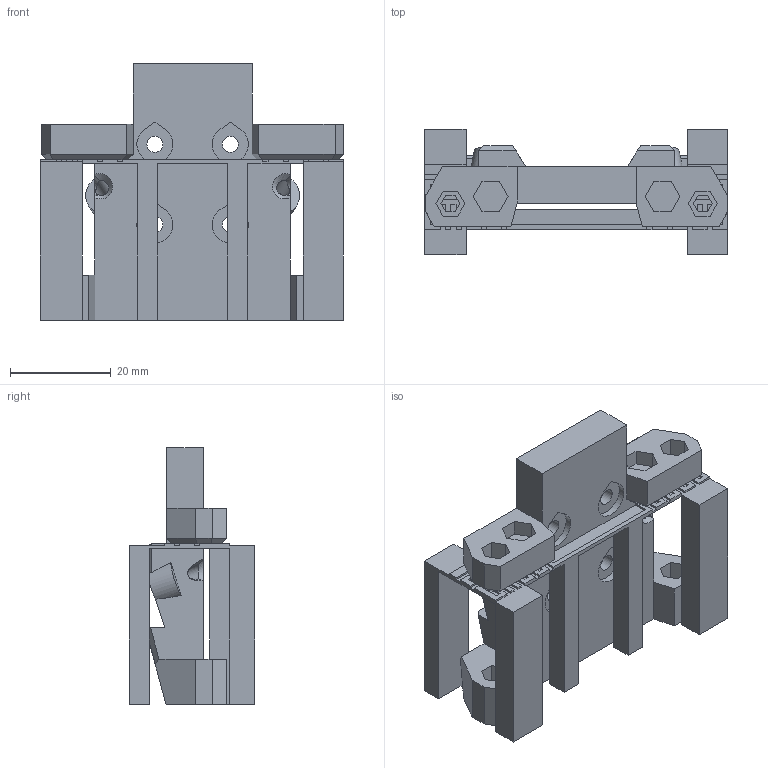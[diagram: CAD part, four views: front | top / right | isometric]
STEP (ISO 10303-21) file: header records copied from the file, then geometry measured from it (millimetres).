
FILE_DESCRIPTION(('FreeCAD Model'),'2;1');
FILE_NAME('Open CASCADE Shape Model','2024-09-14T12:00:55',(''),(''), 'Open CASCADE STEP processor 7.6','FreeCAD','Unknown');
FILE_SCHEMA(('AUTOMOTIVE_DESIGN { 1 0 10303 214 1 1 1 1 }'));
Length unit declared in the file: millimetre
Products named in the file (3): Rail-Side; Rail-Side-Body; Support-Body
Assembly tree (2 placements, depth 2):
  Rail-Side
    Rail-Side-Body
    Support-Body
Bounding box: 60.32 x 25 x 51.07 mm (x, y, z)
Volume: 17954.7 mm3; surface area: 17019.4 mm2
Topology: 2 solids, 2 shells, 360 faces, 989 edges, 650 vertices
Faces by surface type: plane 336, cylinder 14, bspline 6, cone 4
Full cylindrical faces by diameter (mm): 2.9 x4, 3.2 x4
Entity records: 25708 total; most frequent: CARTESIAN_POINT 5773, DIRECTION 3631, LINE 2824, VECTOR 2824, ORIENTED_EDGE 1974, PCURVE 1974, DEFINITIONAL_REPRESENTATION 1974, EDGE_CURVE 987
